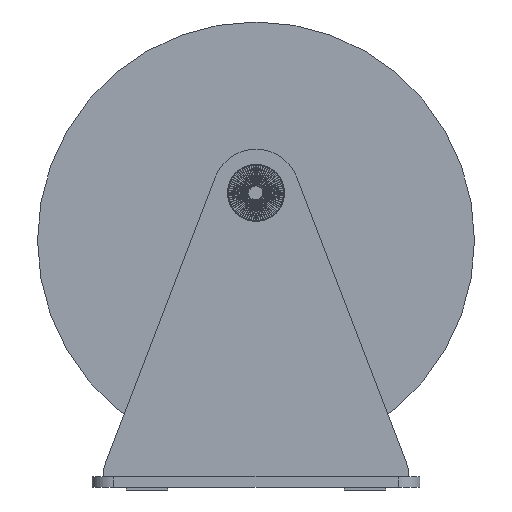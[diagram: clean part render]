
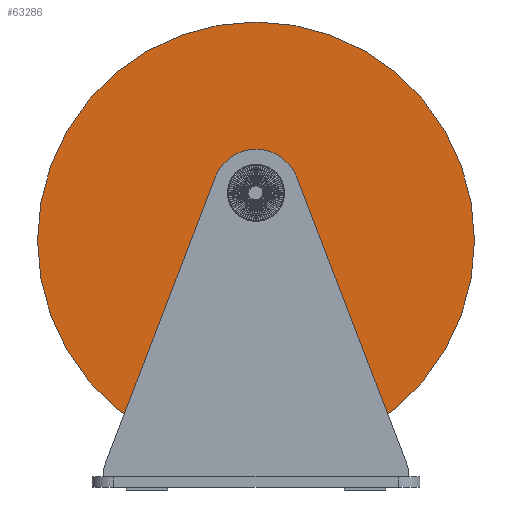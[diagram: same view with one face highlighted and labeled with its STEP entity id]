
A CAD part, left-side view. The second image highlights one B-rep face of the part: STEP entity #63286.
In plain terms, the highlighted planar face has unit normal (-1, 0, 0).
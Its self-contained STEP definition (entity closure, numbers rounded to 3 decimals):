
#63240 = VERTEX_POINT('',#63241);
#63241 = CARTESIAN_POINT('',(-31.5,0.,100.));
#63247 = EDGE_CURVE('',#63240,#63240,#63248,.T.);
#63248 = CIRCLE('',#63249,100.);
#63249 = AXIS2_PLACEMENT_3D('',#63250,#63251,#63252);
#63250 = CARTESIAN_POINT('',(-31.5,0.,0.));
#63251 = DIRECTION('',(1.,0.,0.));
#63252 = DIRECTION('',(0.,0.,1.));
#63286 = ADVANCED_FACE('',(#63287,#63290),#63301,.T.);
#63287 = FACE_BOUND('',#63288,.F.);
#63288 = EDGE_LOOP('',(#63289));
#63289 = ORIENTED_EDGE('',*,*,#63247,.T.);
#63290 = FACE_BOUND('',#63291,.T.);
#63291 = EDGE_LOOP('',(#63292));
#63292 = ORIENTED_EDGE('',*,*,#63293,.T.);
#63293 = EDGE_CURVE('',#63294,#63294,#63296,.T.);
#63294 = VERTEX_POINT('',#63295);
#63295 = CARTESIAN_POINT('',(-31.5,0.,27.5));
#63296 = CIRCLE('',#63297,27.5);
#63297 = AXIS2_PLACEMENT_3D('',#63298,#63299,#63300);
#63298 = CARTESIAN_POINT('',(-31.5,0.,0.));
#63299 = DIRECTION('',(1.,0.,0.));
#63300 = DIRECTION('',(0.,0.,1.));
#63301 = PLANE('',#63302);
#63302 = AXIS2_PLACEMENT_3D('',#63303,#63304,#63305);
#63303 = CARTESIAN_POINT('',(-31.5,0.,0.));
#63304 = DIRECTION('',(-1.,0.,0.));
#63305 = DIRECTION('',(0.,0.,-1.));
